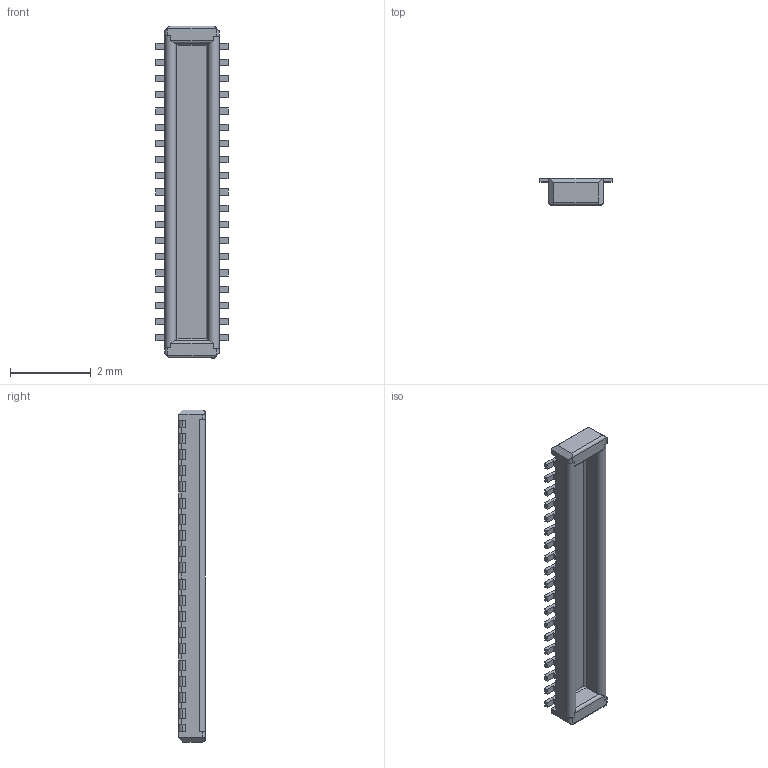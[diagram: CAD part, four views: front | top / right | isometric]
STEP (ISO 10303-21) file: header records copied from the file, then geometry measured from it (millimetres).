
FILE_DESCRIPTION(('CoCreate Modeling STEP Export'),'2;1');
FILE_NAME('BM20B(0.8)-34DP-0.4V.stp','2012-10-16T20:10:02',(''),(''),'CoCreate Modeling STEP processor for AP214 (Solid Model)','CoCreate Modeling 17.0 01-Apr-2010 (C) Parametric Technology GmbH','');
FILE_SCHEMA(('AUTOMOTIVE_DESIGN { 1 0 10303 214 1 1 1 1 }'));
Length unit declared in the file: millimetre
Products named in the file (1): BM20B(0.8)-34DP-0.4V
Bounding box: 1.78 x 0.66 x 8.2 mm (x, y, z)
Volume: 3.8 mm3; surface area: 48.5 mm2
Topology: 1 solids, 1 shells, 520 faces, 1546 edges, 1028 vertices
Faces by surface type: plane 430, cylinder 90
Entity records: 17068 total; most frequent: CARTESIAN_POINT 3169, ORIENTED_EDGE 3092, DIRECTION 2650, EDGE_CURVE 1546, VECTOR 1344, LINE 1344, VERTEX_POINT 1028, AXIS2_PLACEMENT_3D 653
